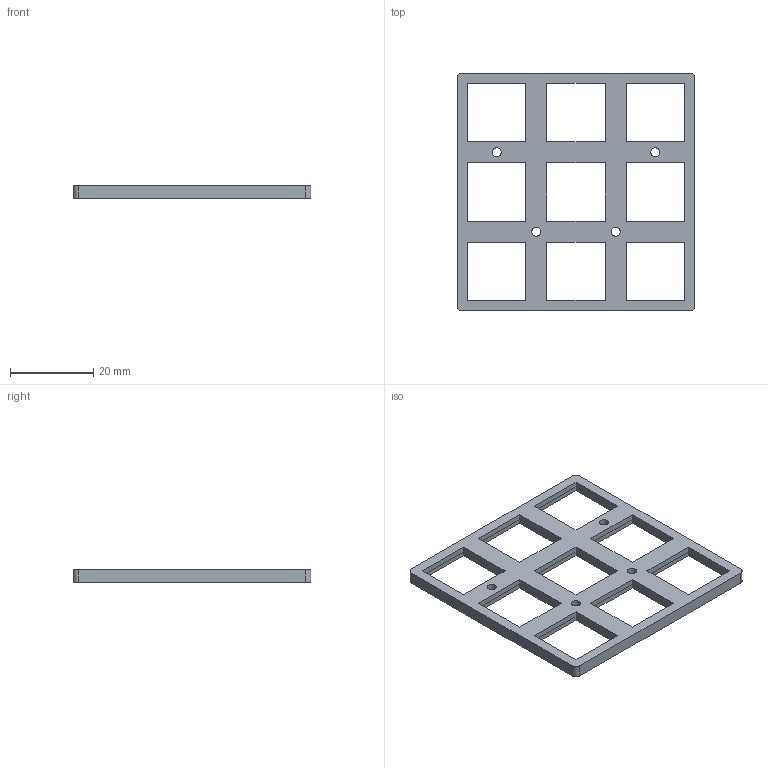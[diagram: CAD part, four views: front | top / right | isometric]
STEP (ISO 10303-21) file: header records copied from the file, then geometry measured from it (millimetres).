
FILE_DESCRIPTION(/* description */ ('HOOPS Exchange Step'),/* implementation_level */ '2;1');
FILE_NAME(/* name */ 'EntPad - Plate - STEP.step',/* time_stamp */ '2026-02-18T14:01:47+05:00',/* author */ (''),/* organization */ (''),/* preprocessor_version */ 'ST-DEVELOPER v20.1',/* originating_system */ 'Autodesk Translation Framework v14.24.0.0',/* authorisation */ '');
FILE_SCHEMA (('AUTOMOTIVE_DESIGN { 1 0 10303 214 3 1 1 }'));
Length unit declared in the file: millimetre
Products named in the file (1): Plate
Bounding box: 57.1 x 57.1 x 3 mm (x, y, z)
Volume: 4022 mm3; surface area: 5291 mm2
Topology: 1 solids, 1 shells, 95 faces, 252 edges, 168 vertices
Faces by surface type: plane 87, cylinder 8
Full cylindrical faces by diameter (mm): 2.2 x4
Entity records: 2994 total; most frequent: CARTESIAN_POINT 516, ORIENTED_EDGE 504, DIRECTION 460, EDGE_CURVE 252, LINE 236, VECTOR 236, VERTEX_POINT 168, EDGE_LOOP 130
